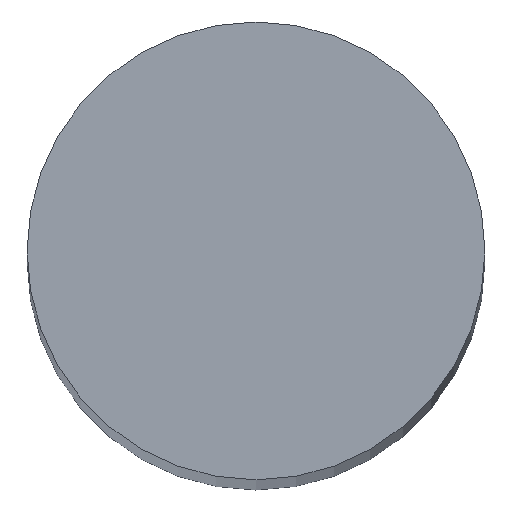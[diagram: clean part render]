
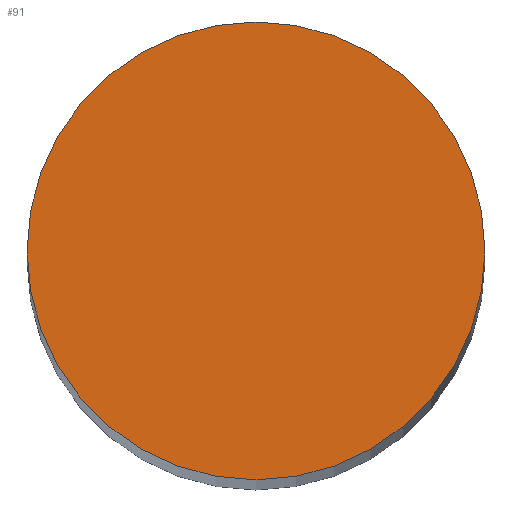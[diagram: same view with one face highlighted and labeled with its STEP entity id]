
A CAD part, top view. The second image highlights one B-rep face of the part: STEP entity #91.
In plain terms, the highlighted planar face has unit normal (0, 0, 1).
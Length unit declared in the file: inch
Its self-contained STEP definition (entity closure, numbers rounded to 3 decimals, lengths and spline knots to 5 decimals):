
#15 = DIRECTION ( 'NONE',  ( 1., 0., 0. ) ) ;
#21 = AXIS2_PLACEMENT_3D ( 'NONE', #62, #26, #15 ) ;
#26 = DIRECTION ( 'NONE',  ( 0., 0., 1. ) ) ;
#28 = CARTESIAN_POINT ( 'NONE',  ( 0.15748, 0., 7.5 ) ) ;
#34 = PLANE ( 'NONE',  #21 ) ;
#36 = CARTESIAN_POINT ( 'NONE',  ( 0., 0., 7.5 ) ) ;
#46 = VERTEX_POINT ( 'NONE', #95 ) ;
#48 = DIRECTION ( 'NONE',  ( 0., 0., 1. ) ) ;
#59 = EDGE_LOOP ( 'NONE', ( #61, #103 ) ) ;
#61 = ORIENTED_EDGE ( 'NONE', *, *, #118, .T. ) ;
#62 = CARTESIAN_POINT ( 'NONE',  ( 0., 0., 7.5 ) ) ;
#65 = AXIS2_PLACEMENT_3D ( 'NONE', #36, #48, #86 ) ;
#72 = CIRCLE ( 'NONE', #84, 0.15748 ) ;
#83 = VERTEX_POINT ( 'NONE', #28 ) ;
#84 = AXIS2_PLACEMENT_3D ( 'NONE', #122, #132, #149 ) ;
#86 = DIRECTION ( 'NONE',  ( 1., 0., 0. ) ) ;
#91 = ADVANCED_FACE ( 'NONE', ( #131 ), #34, .T. ) ;
#95 = CARTESIAN_POINT ( 'NONE',  ( -0.15748, 0., 7.5 ) ) ;
#103 = ORIENTED_EDGE ( 'NONE', *, *, #115, .T. ) ;
#111 = CIRCLE ( 'NONE', #65, 0.15748 ) ;
#115 = EDGE_CURVE ( 'NONE', #83, #46, #111, .T. ) ;
#118 = EDGE_CURVE ( 'NONE', #46, #83, #72, .T. ) ;
#122 = CARTESIAN_POINT ( 'NONE',  ( 0., 0., 7.5 ) ) ;
#131 = FACE_OUTER_BOUND ( 'NONE', #59, .T. ) ;
#132 = DIRECTION ( 'NONE',  ( 0., 0., 1. ) ) ;
#149 = DIRECTION ( 'NONE',  ( 1., 0., 0. ) ) ;
